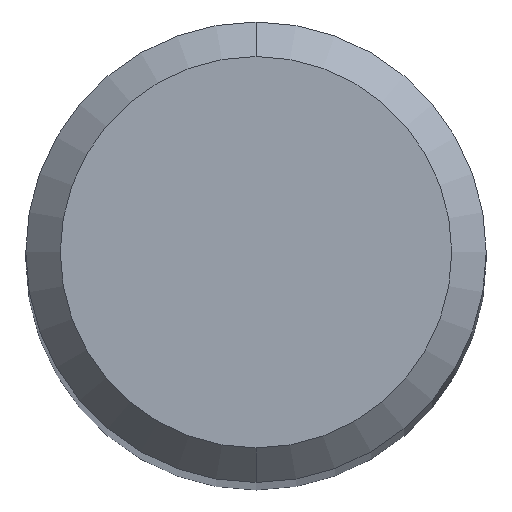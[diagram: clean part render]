
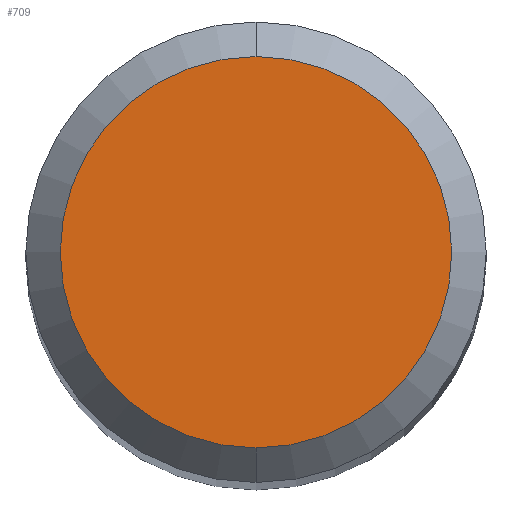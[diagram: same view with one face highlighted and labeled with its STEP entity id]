
A CAD part, top view. The second image highlights one B-rep face of the part: STEP entity #709.
In plain terms, the highlighted planar face has unit normal (0, 0, 1).
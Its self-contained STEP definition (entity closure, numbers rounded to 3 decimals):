
#429=EDGE_CURVE('',#779,#573,#974,.T.);
#573=VERTEX_POINT('',#1138);
#689=EDGE_CURVE('',#573,#779,#1261,.T.);
#709=ADVANCED_FACE('',(#1282),#1283,.T.);
#779=VERTEX_POINT('',#1362);
#974=CIRCLE('',#1661,1.7);
#1138=CARTESIAN_POINT('',(0.0,1.7,0.0));
#1261=CIRCLE('',#2105,1.7);
#1282=FACE_OUTER_BOUND('',#2146,.T.);
#1283=PLANE('',#2147);
#1362=CARTESIAN_POINT('',(0.,-1.7,0.0));
#1661=AXIS2_PLACEMENT_3D('',#2494,#2495,#2496);
#2105=AXIS2_PLACEMENT_3D('',#2831,#2832,#2833);
#2146=EDGE_LOOP('',(#2848,#2849));
#2147=AXIS2_PLACEMENT_3D('',#2850,#2851,#2852);
#2494=CARTESIAN_POINT('',(0.0,0.0,0.0));
#2495=DIRECTION('',(0.0,0.0,-1.0));
#2496=DIRECTION('',(0.0,1.0,0.0));
#2831=CARTESIAN_POINT('',(0.0,0.0,0.0));
#2832=DIRECTION('',(0.0,0.0,-1.0));
#2833=DIRECTION('',(0.0,1.0,0.0));
#2848=ORIENTED_EDGE('',*,*,#689,.F.);
#2849=ORIENTED_EDGE('',*,*,#429,.F.);
#2850=CARTESIAN_POINT('',(0.0,0.85,0.0));
#2851=DIRECTION('',(-0.0,0.0,1.0));
#2852=DIRECTION('',(0.0,-1.0,0.0));
